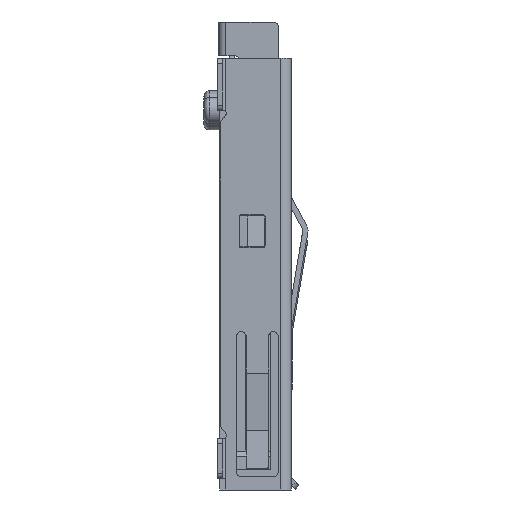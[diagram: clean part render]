
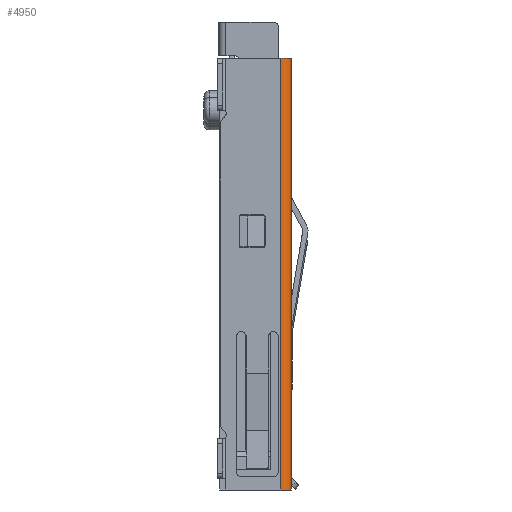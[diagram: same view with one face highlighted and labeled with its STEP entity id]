
A CAD part, left-side view. The second image highlights one B-rep face of the part: STEP entity #4950.
In plain terms, the highlighted cylindrical face has radius 0.4 mm (diameter 0.8 mm), a partial arc.
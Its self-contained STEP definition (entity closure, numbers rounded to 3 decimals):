
#4950=ADVANCED_FACE('',(#10078),#10079,.T.);
#10078=FACE_OUTER_BOUND('',#12981,.T.);
#10079=CYLINDRICAL_SURFACE('',#12982,0.4);
#12981=EDGE_LOOP('',(#20206,#20207,#20208,#20209));
#12982=AXIS2_PLACEMENT_3D('',#20210,#20211,#20212);
#20206=ORIENTED_EDGE('',*,*,#26010,.F.);
#20207=ORIENTED_EDGE('',*,*,#26086,.F.);
#20208=ORIENTED_EDGE('',*,*,#26054,.F.);
#20209=ORIENTED_EDGE('',*,*,#25917,.T.);
#20210=CARTESIAN_POINT('',(-12.84,-1.075,-8.3));
#20211=DIRECTION('',(0.,0.,-1.0));
#20212=DIRECTION('',(0.,1.0,0.));
#25917=EDGE_CURVE('',#30520,#30518,#30521,.T.);
#26010=EDGE_CURVE('',#30694,#30518,#30696,.T.);
#26054=EDGE_CURVE('',#30520,#30775,#30776,.T.);
#26086=EDGE_CURVE('',#30775,#30694,#30834,.T.);
#30518=VERTEX_POINT('',#34868);
#30520=VERTEX_POINT('',#34871);
#30521=LINE('',#34872,#34873);
#30694=VERTEX_POINT('',#35103);
#30696=CIRCLE('',#35106,0.4);
#30775=VERTEX_POINT('',#35213);
#30776=CIRCLE('',#35214,0.4);
#30834=LINE('',#35290,#35291);
#34868=CARTESIAN_POINT('',(-12.84,-1.475,8.3));
#34871=CARTESIAN_POINT('',(-12.84,-1.475,-8.3));
#34872=CARTESIAN_POINT('',(-12.84,-1.475,-8.3));
#34873=VECTOR('',#37478,1000.0);
#35103=CARTESIAN_POINT('',(-13.24,-1.075,8.3));
#35106=AXIS2_PLACEMENT_3D('',#37639,#37640,#37641);
#35213=CARTESIAN_POINT('',(-13.24,-1.075,-8.3));
#35214=AXIS2_PLACEMENT_3D('',#37715,#37716,#37717);
#35290=CARTESIAN_POINT('',(-13.24,-1.075,-8.3));
#35291=VECTOR('',#37775,1000.0);
#37478=DIRECTION('',(0.,0.,1.0));
#37639=CARTESIAN_POINT('',(-12.84,-1.075,8.3));
#37640=DIRECTION('',(0.,0.,1.0));
#37641=DIRECTION('',(0.,1.0,0.));
#37715=CARTESIAN_POINT('',(-12.84,-1.075,-8.3));
#37716=DIRECTION('',(0.,0.,-1.0));
#37717=DIRECTION('',(0.,1.0,0.));
#37775=DIRECTION('',(0.,0.,1.0));
